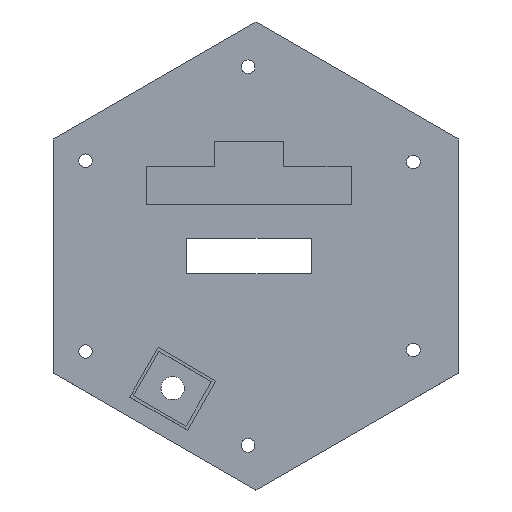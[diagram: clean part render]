
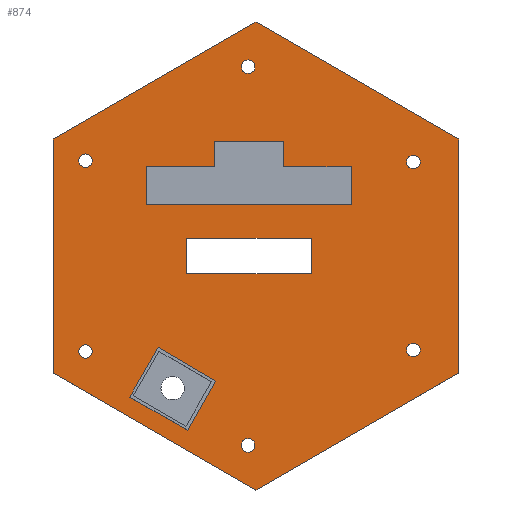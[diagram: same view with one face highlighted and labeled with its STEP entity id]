
A CAD part, top view. The second image highlights one B-rep face of the part: STEP entity #874.
In plain terms, the highlighted planar face has unit normal (0, 0, 1).
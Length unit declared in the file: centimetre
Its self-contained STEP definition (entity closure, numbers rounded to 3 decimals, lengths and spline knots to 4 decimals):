
#25=CIRCLE('',#935,0.1449);
#26=CIRCLE('',#936,0.1445);
#27=CIRCLE('',#937,0.145);
#28=CIRCLE('',#938,0.1453);
#29=CIRCLE('',#939,0.1451);
#30=CIRCLE('',#940,0.1451);
#46=FACE_BOUND('',#128,.T.);
#47=FACE_BOUND('',#129,.T.);
#48=FACE_BOUND('',#130,.T.);
#49=FACE_BOUND('',#131,.T.);
#50=FACE_BOUND('',#132,.T.);
#51=FACE_BOUND('',#133,.T.);
#52=FACE_BOUND('',#134,.T.);
#53=FACE_BOUND('',#135,.T.);
#54=FACE_BOUND('',#136,.T.);
#80=FACE_OUTER_BOUND('',#127,.T.);
#127=EDGE_LOOP('',(#629,#630,#631,#632,#633,#634));
#128=EDGE_LOOP('',(#635,#636,#637,#638));
#129=EDGE_LOOP('',(#639));
#130=EDGE_LOOP('',(#640));
#131=EDGE_LOOP('',(#641));
#132=EDGE_LOOP('',(#642));
#133=EDGE_LOOP('',(#643));
#134=EDGE_LOOP('',(#644));
#135=EDGE_LOOP('',(#645,#646,#647,#648,#649,#650,#651,#652));
#136=EDGE_LOOP('',(#653,#654,#655,#656));
#201=LINE('',#1253,#301);
#205=LINE('',#1261,#305);
#208=LINE('',#1267,#308);
#211=LINE('',#1272,#311);
#213=LINE('',#1278,#313);
#214=LINE('',#1280,#314);
#215=LINE('',#1282,#315);
#216=LINE('',#1284,#316);
#217=LINE('',#1286,#317);
#218=LINE('',#1287,#318);
#219=LINE('',#1290,#319);
#220=LINE('',#1292,#320);
#221=LINE('',#1294,#321);
#222=LINE('',#1295,#322);
#223=LINE('',#1310,#323);
#224=LINE('',#1312,#324);
#225=LINE('',#1314,#325);
#226=LINE('',#1316,#326);
#227=LINE('',#1318,#327);
#228=LINE('',#1320,#328);
#229=LINE('',#1322,#329);
#230=LINE('',#1323,#330);
#301=VECTOR('',#1015,0.1);
#305=VECTOR('',#1021,0.1);
#308=VECTOR('',#1026,0.1);
#311=VECTOR('',#1031,0.1);
#313=VECTOR('',#1037,0.1);
#314=VECTOR('',#1038,0.1);
#315=VECTOR('',#1039,0.1);
#316=VECTOR('',#1040,0.1);
#317=VECTOR('',#1041,0.1);
#318=VECTOR('',#1042,0.1);
#319=VECTOR('',#1043,0.1);
#320=VECTOR('',#1044,0.1);
#321=VECTOR('',#1045,0.1);
#322=VECTOR('',#1046,0.1);
#323=VECTOR('',#1059,0.1);
#324=VECTOR('',#1060,0.1);
#325=VECTOR('',#1061,0.1);
#326=VECTOR('',#1062,0.1);
#327=VECTOR('',#1063,0.1);
#328=VECTOR('',#1064,0.1);
#329=VECTOR('',#1065,0.1);
#330=VECTOR('',#1066,0.1);
#397=VERTEX_POINT('',#1251);
#398=VERTEX_POINT('',#1252);
#401=VERTEX_POINT('',#1260);
#403=VERTEX_POINT('',#1266);
#405=VERTEX_POINT('',#1276);
#406=VERTEX_POINT('',#1277);
#407=VERTEX_POINT('',#1279);
#408=VERTEX_POINT('',#1281);
#409=VERTEX_POINT('',#1283);
#410=VERTEX_POINT('',#1285);
#411=VERTEX_POINT('',#1288);
#412=VERTEX_POINT('',#1289);
#413=VERTEX_POINT('',#1291);
#414=VERTEX_POINT('',#1293);
#415=VERTEX_POINT('',#1296);
#416=VERTEX_POINT('',#1298);
#417=VERTEX_POINT('',#1300);
#418=VERTEX_POINT('',#1302);
#419=VERTEX_POINT('',#1304);
#420=VERTEX_POINT('',#1306);
#421=VERTEX_POINT('',#1308);
#422=VERTEX_POINT('',#1309);
#423=VERTEX_POINT('',#1311);
#424=VERTEX_POINT('',#1313);
#425=VERTEX_POINT('',#1315);
#426=VERTEX_POINT('',#1317);
#427=VERTEX_POINT('',#1319);
#428=VERTEX_POINT('',#1321);
#481=EDGE_CURVE('',#397,#398,#201,.T.);
#485=EDGE_CURVE('',#398,#401,#205,.T.);
#488=EDGE_CURVE('',#401,#403,#208,.T.);
#491=EDGE_CURVE('',#403,#397,#211,.T.);
#493=EDGE_CURVE('',#405,#406,#213,.T.);
#494=EDGE_CURVE('',#406,#407,#214,.T.);
#495=EDGE_CURVE('',#407,#408,#215,.T.);
#496=EDGE_CURVE('',#408,#409,#216,.T.);
#497=EDGE_CURVE('',#409,#410,#217,.T.);
#498=EDGE_CURVE('',#410,#405,#218,.T.);
#499=EDGE_CURVE('',#411,#412,#219,.T.);
#500=EDGE_CURVE('',#412,#413,#220,.T.);
#501=EDGE_CURVE('',#413,#414,#221,.T.);
#502=EDGE_CURVE('',#414,#411,#222,.T.);
#503=EDGE_CURVE('',#415,#415,#25,.T.);
#504=EDGE_CURVE('',#416,#416,#26,.T.);
#505=EDGE_CURVE('',#417,#417,#27,.T.);
#506=EDGE_CURVE('',#418,#418,#28,.T.);
#507=EDGE_CURVE('',#419,#419,#29,.T.);
#508=EDGE_CURVE('',#420,#420,#30,.T.);
#509=EDGE_CURVE('',#421,#422,#223,.T.);
#510=EDGE_CURVE('',#422,#423,#224,.T.);
#511=EDGE_CURVE('',#423,#424,#225,.T.);
#512=EDGE_CURVE('',#424,#425,#226,.T.);
#513=EDGE_CURVE('',#425,#426,#227,.T.);
#514=EDGE_CURVE('',#426,#427,#228,.T.);
#515=EDGE_CURVE('',#427,#428,#229,.T.);
#516=EDGE_CURVE('',#428,#421,#230,.T.);
#629=ORIENTED_EDGE('',*,*,#493,.T.);
#630=ORIENTED_EDGE('',*,*,#494,.T.);
#631=ORIENTED_EDGE('',*,*,#495,.T.);
#632=ORIENTED_EDGE('',*,*,#496,.T.);
#633=ORIENTED_EDGE('',*,*,#497,.T.);
#634=ORIENTED_EDGE('',*,*,#498,.T.);
#635=ORIENTED_EDGE('',*,*,#499,.T.);
#636=ORIENTED_EDGE('',*,*,#500,.T.);
#637=ORIENTED_EDGE('',*,*,#501,.T.);
#638=ORIENTED_EDGE('',*,*,#502,.T.);
#639=ORIENTED_EDGE('',*,*,#503,.T.);
#640=ORIENTED_EDGE('',*,*,#504,.T.);
#641=ORIENTED_EDGE('',*,*,#505,.T.);
#642=ORIENTED_EDGE('',*,*,#506,.T.);
#643=ORIENTED_EDGE('',*,*,#507,.T.);
#644=ORIENTED_EDGE('',*,*,#508,.T.);
#645=ORIENTED_EDGE('',*,*,#509,.T.);
#646=ORIENTED_EDGE('',*,*,#510,.T.);
#647=ORIENTED_EDGE('',*,*,#511,.T.);
#648=ORIENTED_EDGE('',*,*,#512,.T.);
#649=ORIENTED_EDGE('',*,*,#513,.T.);
#650=ORIENTED_EDGE('',*,*,#514,.T.);
#651=ORIENTED_EDGE('',*,*,#515,.T.);
#652=ORIENTED_EDGE('',*,*,#516,.T.);
#653=ORIENTED_EDGE('',*,*,#481,.T.);
#654=ORIENTED_EDGE('',*,*,#485,.T.);
#655=ORIENTED_EDGE('',*,*,#488,.T.);
#656=ORIENTED_EDGE('',*,*,#491,.T.);
#838=PLANE('',#934);
#874=ADVANCED_FACE('',(#80,#46,#47,#48,#49,#50,#51,#52,#53,#54),#838,.T.);
#934=AXIS2_PLACEMENT_3D('',#1275,#1035,#1036);
#935=AXIS2_PLACEMENT_3D('',#1297,#1047,#1048);
#936=AXIS2_PLACEMENT_3D('',#1299,#1049,#1050);
#937=AXIS2_PLACEMENT_3D('',#1301,#1051,#1052);
#938=AXIS2_PLACEMENT_3D('',#1303,#1053,#1054);
#939=AXIS2_PLACEMENT_3D('',#1305,#1055,#1056);
#940=AXIS2_PLACEMENT_3D('',#1307,#1057,#1058);
#1015=DIRECTION('',(-0.496,-0.868,0.));
#1021=DIRECTION('',(-0.868,0.496,0.));
#1026=DIRECTION('',(0.496,0.868,0.));
#1031=DIRECTION('',(0.862,-0.508,0.));
#1035=DIRECTION('center_axis',(0.,0.,1.));
#1036=DIRECTION('ref_axis',(1.,0.,0.));
#1037=DIRECTION('',(-0.866,0.5,0.));
#1038=DIRECTION('',(-0.866,-0.5,0.));
#1039=DIRECTION('',(0.,-1.,0.));
#1040=DIRECTION('',(0.866,-0.5,0.));
#1041=DIRECTION('',(0.866,0.5,0.));
#1042=DIRECTION('',(0.,1.,0.));
#1043=DIRECTION('',(0.,-1.,0.));
#1044=DIRECTION('',(-1.,0.,0.));
#1045=DIRECTION('',(0.,1.,0.));
#1046=DIRECTION('',(1.,0.,0.));
#1047=DIRECTION('center_axis',(0.,0.,-1.));
#1048=DIRECTION('ref_axis',(-1.,0.,0.));
#1049=DIRECTION('center_axis',(0.,0.,-1.));
#1050=DIRECTION('ref_axis',(-1.,0.,0.));
#1051=DIRECTION('center_axis',(0.,0.,-1.));
#1052=DIRECTION('ref_axis',(-1.,0.,0.));
#1053=DIRECTION('center_axis',(0.,0.,-1.));
#1054=DIRECTION('ref_axis',(-1.,0.,0.));
#1055=DIRECTION('center_axis',(0.,0.,-1.));
#1056=DIRECTION('ref_axis',(-1.,0.,0.));
#1057=DIRECTION('center_axis',(0.,0.,-1.));
#1058=DIRECTION('ref_axis',(-1.,0.,0.));
#1059=DIRECTION('',(0.,1.,0.));
#1060=DIRECTION('',(1.,0.,0.));
#1061=DIRECTION('',(0.,-1.,0.));
#1062=DIRECTION('',(1.,0.,0.));
#1063=DIRECTION('',(0.,-1.,0.));
#1064=DIRECTION('',(-1.,0.,0.));
#1065=DIRECTION('',(0.,1.,0.));
#1066=DIRECTION('',(1.,0.,0.));
#1251=CARTESIAN_POINT('',(-0.8633,42.1702,2.));
#1252=CARTESIAN_POINT('',(-1.4595,41.1269,2.));
#1253=CARTESIAN_POINT('',(-0.4811,42.8392,2.));
#1260=CARTESIAN_POINT('',(-2.6892,41.8295,2.));
#1261=CARTESIAN_POINT('',(-2.3231,41.6203,2.));
#1266=CARTESIAN_POINT('',(-2.0836,42.8893,2.));
#1267=CARTESIAN_POINT('',(-1.4079,44.0717,2.));
#1272=CARTESIAN_POINT('',(-1.1258,42.3249,2.));
#1275=CARTESIAN_POINT('Origin',(0.,44.8357,2.));
#1276=CARTESIAN_POINT('',(4.3143,47.3266,2.));
#1277=CARTESIAN_POINT('',(0.,49.8174,2.));
#1278=CARTESIAN_POINT('',(4.3143,47.3266,2.));
#1279=CARTESIAN_POINT('',(-4.3143,47.3266,2.));
#1280=CARTESIAN_POINT('',(0.,49.8174,2.));
#1281=CARTESIAN_POINT('',(-4.3143,42.3448,2.));
#1282=CARTESIAN_POINT('',(-4.3143,47.3266,2.));
#1283=CARTESIAN_POINT('',(0.,39.854,2.));
#1284=CARTESIAN_POINT('',(-4.3143,42.3448,2.));
#1285=CARTESIAN_POINT('',(4.3143,42.3448,2.));
#1286=CARTESIAN_POINT('',(0.,39.854,2.));
#1287=CARTESIAN_POINT('',(4.3143,42.3448,2.));
#1288=CARTESIAN_POINT('',(1.1736,45.2113,2.));
#1289=CARTESIAN_POINT('',(1.1736,44.4622,2.));
#1290=CARTESIAN_POINT('',(1.1736,45.0235,2.));
#1291=CARTESIAN_POINT('',(-1.4724,44.4622,2.));
#1292=CARTESIAN_POINT('',(0.5868,44.4622,2.));
#1293=CARTESIAN_POINT('',(-1.4724,45.2113,2.));
#1294=CARTESIAN_POINT('',(-1.4724,44.649,2.));
#1295=CARTESIAN_POINT('',(-0.7362,45.2113,2.));
#1296=CARTESIAN_POINT('',(-0.0225,40.8043,2.));
#1297=CARTESIAN_POINT('Origin',(-0.1674,40.8043,2.));
#1298=CARTESIAN_POINT('',(-0.0222,48.8659,2.));
#1299=CARTESIAN_POINT('Origin',(-0.1667,48.8659,2.));
#1300=CARTESIAN_POINT('',(3.495,46.8357,2.));
#1301=CARTESIAN_POINT('Origin',(3.35,46.8357,2.));
#1302=CARTESIAN_POINT('',(-3.4863,46.863,2.));
#1303=CARTESIAN_POINT('Origin',(-3.6316,46.863,2.));
#1304=CARTESIAN_POINT('',(3.4953,42.8358,2.));
#1305=CARTESIAN_POINT('Origin',(3.3502,42.8358,2.));
#1306=CARTESIAN_POINT('',(-3.4867,42.8007,2.));
#1307=CARTESIAN_POINT('Origin',(-3.6319,42.8007,2.));
#1308=CARTESIAN_POINT('',(-0.8883,46.7357,2.));
#1309=CARTESIAN_POINT('',(-0.8883,47.2804,2.));
#1310=CARTESIAN_POINT('',(-0.8883,46.0581,2.));
#1311=CARTESIAN_POINT('',(0.5833,47.2804,2.));
#1312=CARTESIAN_POINT('',(0.2917,47.2804,2.));
#1313=CARTESIAN_POINT('',(0.5833,46.7357,2.));
#1314=CARTESIAN_POINT('',(0.5833,45.7857,2.));
#1315=CARTESIAN_POINT('',(2.03,46.7357,2.));
#1316=CARTESIAN_POINT('',(1.015,46.7357,2.));
#1317=CARTESIAN_POINT('',(2.03,45.9357,2.));
#1318=CARTESIAN_POINT('',(2.03,45.3857,2.));
#1319=CARTESIAN_POINT('',(-2.33,45.9357,2.));
#1320=CARTESIAN_POINT('',(-1.165,45.9357,2.));
#1321=CARTESIAN_POINT('',(-2.33,46.7357,2.));
#1322=CARTESIAN_POINT('',(-2.33,45.7857,2.));
#1323=CARTESIAN_POINT('',(-0.4441,46.7357,2.));
